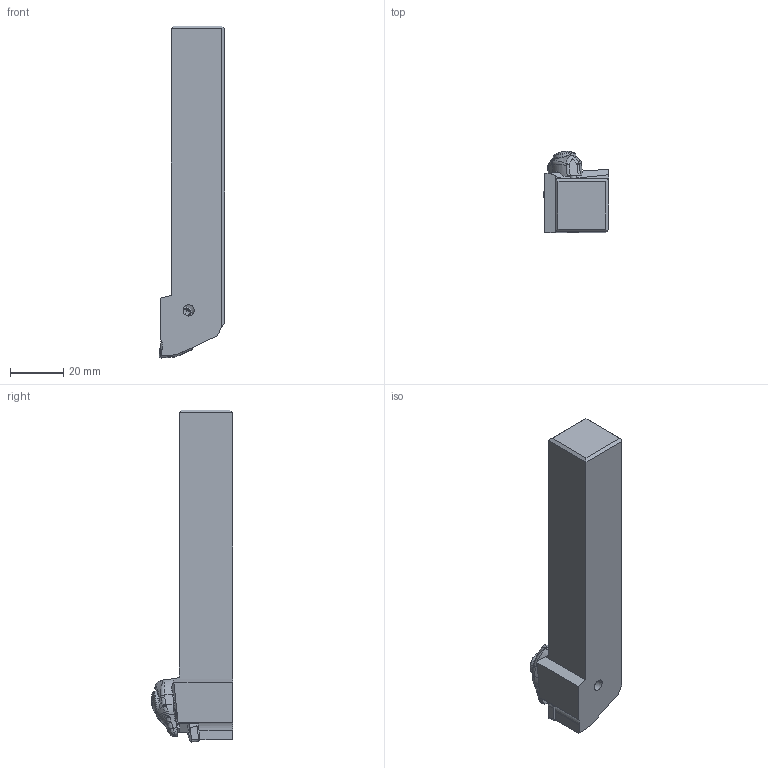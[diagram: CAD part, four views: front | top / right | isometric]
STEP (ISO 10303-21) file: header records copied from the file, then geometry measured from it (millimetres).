
FILE_DESCRIPTION(/* description */ (''),/* implementation_level */ '2;1');
FILE_NAME(/* name */ 'DWLNR2020K06-T.stp',/* time_stamp */ '2021-11-11T11:37:32+09:00',/* author */ (''),/* organization */ (''),/* preprocessor_version */ 'ST-DEVELOPER v16',/* originating_system */ 'SIEMENS PLM Software NX 10.0',/* authorisation */ '');
FILE_SCHEMA (('AUTOMOTIVE_DESIGN { 1 0 10303 214 3 1 1 1 }'));
Length unit declared in the file: millimetre
Products named in the file (1): DWLNR2020K06-T_ASM
Bounding box: 24.5 x 30.4 x 124.5 mm (x, y, z)
Volume: 50426.1 mm3; surface area: 13028.3 mm2
Topology: 6 solids, 6 shells, 276 faces, 727 edges, 460 vertices
Faces by surface type: cylinder 92, plane 74, bspline 63, torus 23, cone 20, sphere 4
Entity records: 12339 total; most frequent: CARTESIAN_POINT 5851, ORIENTED_EDGE 1434, DIRECTION 1190, EDGE_CURVE 717, AXIS2_PLACEMENT_3D 467, VERTEX_POINT 457, EDGE_LOOP 288, ADVANCED_FACE 276
